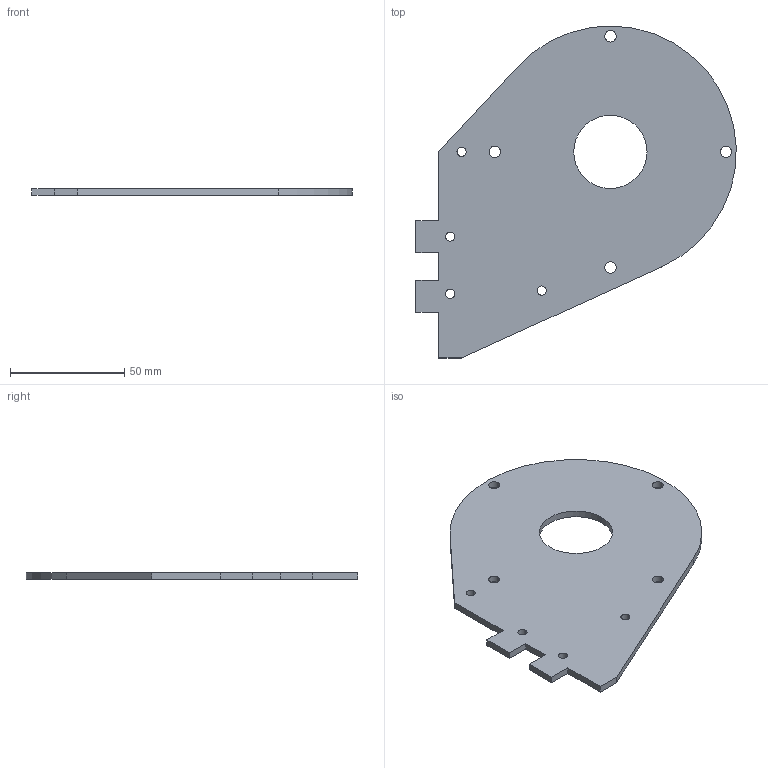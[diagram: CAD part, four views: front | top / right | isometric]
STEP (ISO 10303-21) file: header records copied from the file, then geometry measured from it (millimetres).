
FILE_DESCRIPTION((''),'2;1');
FILE_NAME('OBMP-SAR-P3-1222','2023-10-10T19:24:07',('ccha425'),('Department of Mechanical Engineering, The University of Auckland'),'CREO PARAMETRIC BY PTC INC, 2017260','CREO PARAMETRIC BY PTC INC, 2017260','');
FILE_SCHEMA(('CONFIG_CONTROL_DESIGN'));
Length unit declared in the file: millimetre
Products named in the file (1): OBMP-SAR-P3-1222
Bounding box: 139.97 x 144.99 x 3 mm (x, y, z)
Volume: 37731.3 mm3; surface area: 27241.1 mm2
Topology: 1 solids, 1 shells, 33 faces, 93 edges, 62 vertices
Faces by surface type: cylinder 19, plane 14
Entity records: 1159 total; most frequent: DIRECTION 197, CARTESIAN_POINT 188, ORIENTED_EDGE 186, EDGE_CURVE 93, AXIS2_PLACEMENT_3D 71, VERTEX_POINT 62, VECTOR 55, LINE 55
